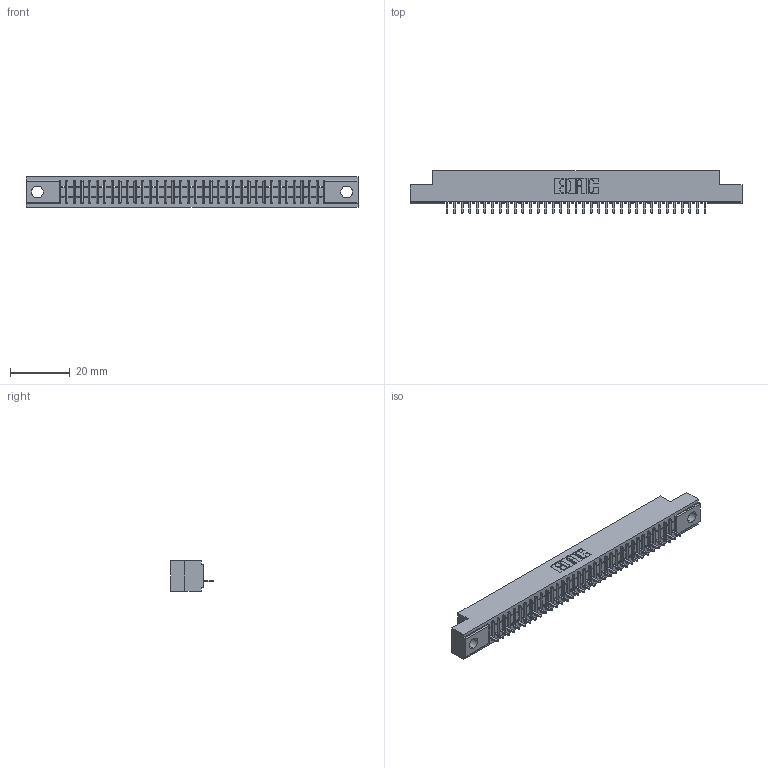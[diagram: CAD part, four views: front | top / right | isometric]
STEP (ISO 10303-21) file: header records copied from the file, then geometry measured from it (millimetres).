
FILE_DESCRIPTION (( 'STEP AP203' ), '1' );
FILE_NAME ('341-035-520-104.STEP', '2018-08-06T22:05:42', ( '' ), ( '' ), 'SwSTEP 2.0', 'SolidWorks 2016', '' );
FILE_SCHEMA (( 'CONFIG_CONTROL_DESIGN' ));
Length unit declared in the file: inch
Products named in the file (3): 341 Part_.156 (3.96) Dia Mounting Holes; 341-292-001_341-292-120; 341-035-520-104
Assembly tree (36 placements, depth 2):
  341-035-520-104
    341 Part_.156 (3.96) Dia Mounting Holes
    341-292-001_341-292-120  x35
Bounding box: 111.12 x 14.27 x 10.16 mm (x, y, z)
Volume: 7844.8 mm3; surface area: 11815.2 mm2
Topology: 36 solids, 36 shells, 3000 faces, 8647 edges, 5550 vertices
Faces by surface type: plane 1867, cylinder 993, sphere 72, torus 68
Entity records: 42588 total; most frequent: CARTESIAN_POINT 7236, ORIENTED_EDGE 7222, DIRECTION 6983, EDGE_CURVE 3611, LINE 2917, VECTOR 2917, VERTEX_POINT 2286, AXIS2_PLACEMENT_3D 2033
